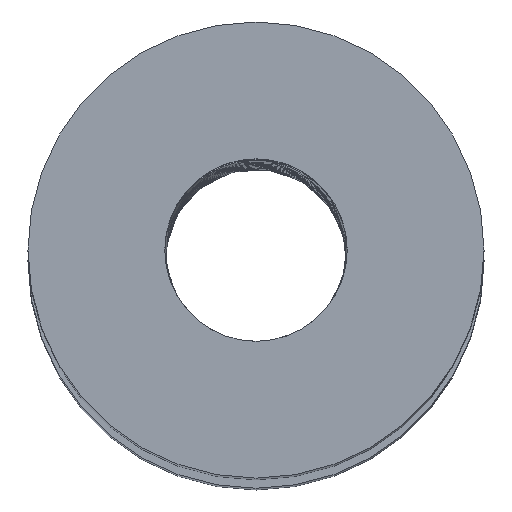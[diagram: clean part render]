
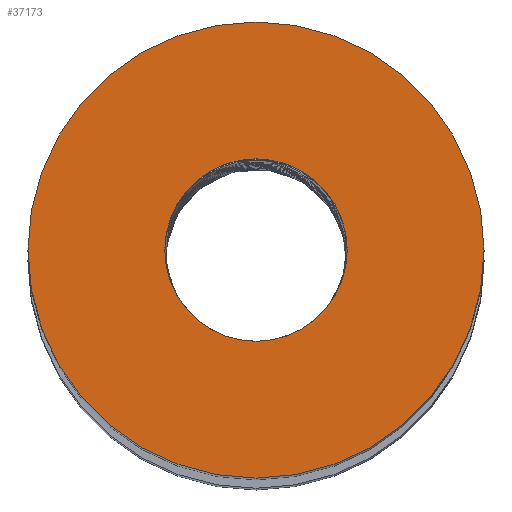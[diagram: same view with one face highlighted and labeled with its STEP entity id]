
A CAD part, top view. The second image highlights one B-rep face of the part: STEP entity #37173.
In plain terms, the highlighted face is planar.
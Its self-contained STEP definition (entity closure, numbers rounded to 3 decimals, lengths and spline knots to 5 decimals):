
#37006=CARTESIAN_POINT('',(0.,0.,-0.34211));
#37007=DIRECTION('',(0.,0.,1.));
#37008=DIRECTION('',(0.,1.,0.));
#37009=AXIS2_PLACEMENT_3D('',#37006,#37007,#37008);
#37015=CARTESIAN_POINT('',(0.,0.,-0.34211));
#37016=DIRECTION('',(0.,0.,-1.));
#37017=DIRECTION('',(0.,1.,0.));
#37018=AXIS2_PLACEMENT_3D('',#37015,#37016,#37017);
#37024=CARTESIAN_POINT('',(0.,0.,-0.34211));
#37025=DIRECTION('',(0.,0.,1.));
#37026=DIRECTION('',(0.,1.,0.));
#37027=AXIS2_PLACEMENT_3D('',#37024,#37025,#37026);
#37029=CARTESIAN_POINT('',(0.,0.,-0.34211));
#37030=DIRECTION('',(0.,0.,-1.));
#37031=DIRECTION('',(0.,1.,0.));
#37032=AXIS2_PLACEMENT_3D('',#37029,#37030,#37031);
#37094=CARTESIAN_POINT('',(0.,0.05,-0.34211));
#37095=VERTEX_POINT('',#37094);
#37096=CARTESIAN_POINT('',(0.,0.125,-0.34211));
#37098=VERTEX_POINT('',#37096);
#37106=CARTESIAN_POINT('',(0.,-0.05,-0.34211));
#37107=VERTEX_POINT('',#37106);
#37108=CARTESIAN_POINT('',(0.,-0.125,-0.34211));
#37110=VERTEX_POINT('',#37108);
#37158=CARTESIAN_POINT('',(0.,0.,-0.34211));
#37159=DIRECTION('',(0.,0.,1.));
#37160=DIRECTION('',(0.,1.,0.));
#37161=AXIS2_PLACEMENT_3D('',#37158,#37159,#37160);
#37162=PLANE('',#37161);
#37163=ORIENTED_EDGE('',*,*,#37151,.F.);
#37164=ORIENTED_EDGE('',*,*,#37140,.T.);
#37165=EDGE_LOOP('',(#37163,#37164));
#37166=FACE_OUTER_BOUND('',#37165,.F.);
#37168=ORIENTED_EDGE('',*,*,#37167,.F.);
#37170=ORIENTED_EDGE('',*,*,#37169,.T.);
#37171=EDGE_LOOP('',(#37168,#37170));
#37172=FACE_BOUND('',#37171,.F.);
#37173=ADVANCED_FACE('',(#37166,#37172),#37162,.F.);
#37010=CIRCLE('',#37009,0.125);
#37019=CIRCLE('',#37018,0.125);
#37028=CIRCLE('',#37027,0.05);
#37033=CIRCLE('',#37032,0.05);
#37140=EDGE_CURVE('',#37098,#37110,#37010,.T.);
#37151=EDGE_CURVE('',#37098,#37110,#37019,.T.);
#37167=EDGE_CURVE('',#37095,#37107,#37028,.T.);
#37169=EDGE_CURVE('',#37095,#37107,#37033,.T.);
